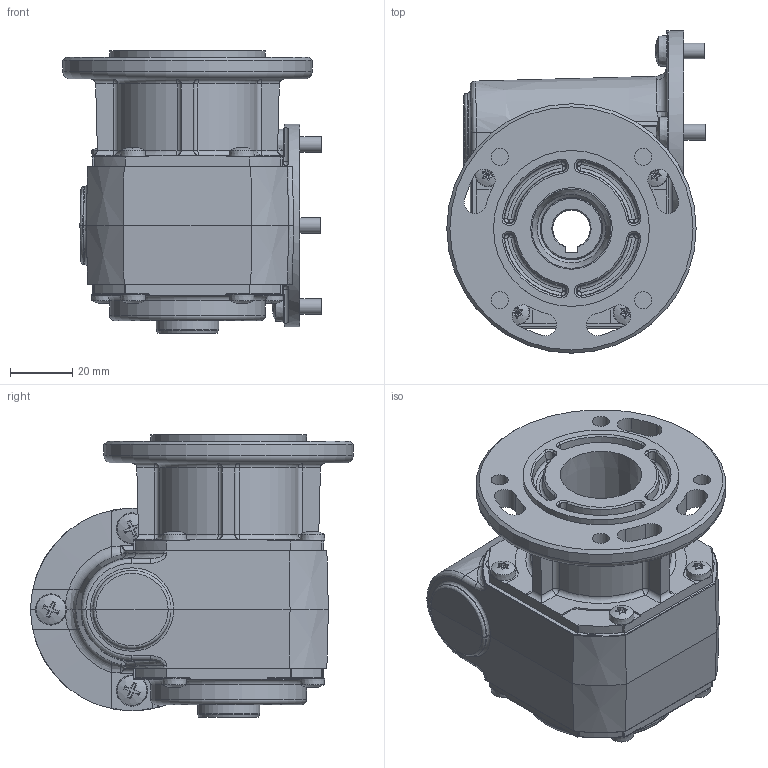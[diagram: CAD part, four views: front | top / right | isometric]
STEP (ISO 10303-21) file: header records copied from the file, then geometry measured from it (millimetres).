
FILE_DESCRIPTION (( 'STEP AP214' ), '1' );
FILE_NAME ('2258048000 Getriebe_VE31-K-LH.STEP', '2019-06-05T08:46:57', ( 'hhelten' ), ( 'Microsoft' ), 'SwSTEP 2.0', 'SolidWorks 2017', '' );
FILE_SCHEMA (( 'AUTOMOTIVE_DESIGN' ));
Length unit declared in the file: millimetre
Products named in the file (1): 2258048000 Getriebe_VE31-K-LH
Bounding box: 82.9 x 103.5 x 90.5 mm (x, y, z)
Volume: 277121.3 mm3; surface area: 61991.9 mm2
Topology: 4 solids, 22 shells, 1125 faces, 2633 edges, 1513 vertices
Faces by surface type: plane 437, cylinder 311, cone 177, torus 103, bspline 54, sphere 43
Full cylindrical faces by diameter (mm): 3.57 x8, 4 x8, 4.5 x8, 4.51 x3, 5 x3, 5.5 x7, 6 x4, 19.999 x2, 20 x2, 25 x1, 32 x4, 37 x2, 50 x2, 55 x2, 59.4 x2, 65 x1, 80 x1
Entity records: 45618 total; most frequent: CARTESIAN_POINT 9105, DIRECTION 5229, ORIENTED_EDGE 4742, EDGE_CURVE 2371, AXIS2_PLACEMENT_3D 2086, VERTEX_POINT 1467, EDGE_LOOP 1350, FACE_OUTER_BOUND 1221
